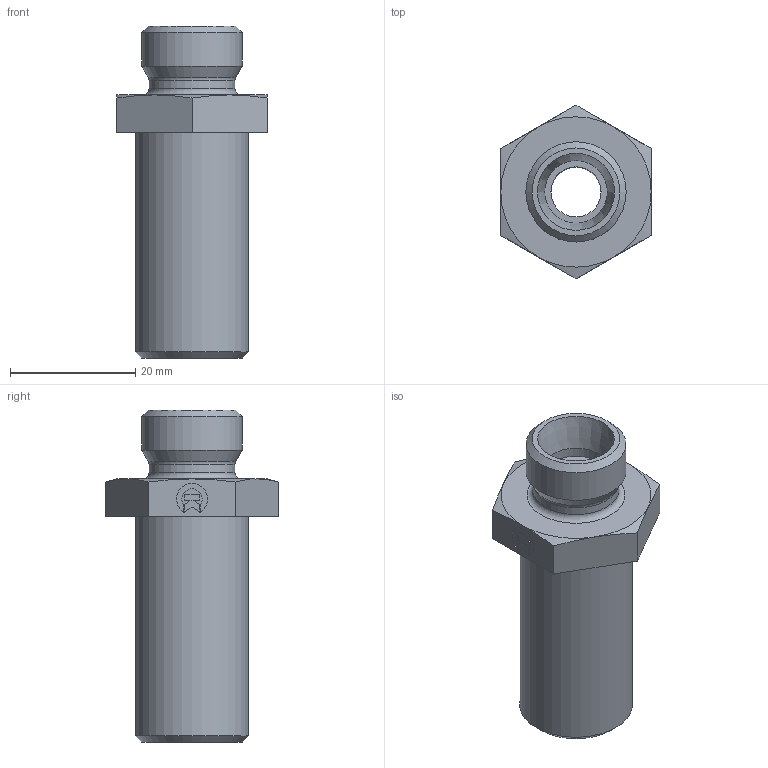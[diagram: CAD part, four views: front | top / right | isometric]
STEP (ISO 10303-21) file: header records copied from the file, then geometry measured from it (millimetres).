
FILE_DESCRIPTION((''),'2;1');
FILE_NAME('33412101816.stp','2014-08-19T16:06:10',(''),('KNOMI spol. s r. o.'),'Autodesk Inventor 2012','Autodesk Inventor 2012','');
FILE_SCHEMA(('AUTOMOTIVE_DESIGN { 1 2 10303 214 0 1 1 1 }'));
Length unit declared in the file: millimetre
Products named in the file (1): PSPR2 12/10L M18x1,5 D/M16x1,5
Bounding box: 24.01 x 27.71 x 53 mm (x, y, z)
Volume: 10588.3 mm3; surface area: 5362.1 mm2
Topology: 1 solids, 1 shells, 65 faces, 157 edges, 102 vertices
Faces by surface type: plane 42, cone 11, cylinder 10, torus 2
Full cylindrical faces by diameter (mm): 8 x1, 10 x1, 12 x1, 13.7 x1, 16 x1, 18 x1
Entity records: 1787 total; most frequent: CARTESIAN_POINT 326, DIRECTION 291, ORIENTED_EDGE 278, EDGE_CURVE 139, AXIS2_PLACEMENT_3D 98, VERTEX_POINT 97, VECTOR 95, LINE 95
